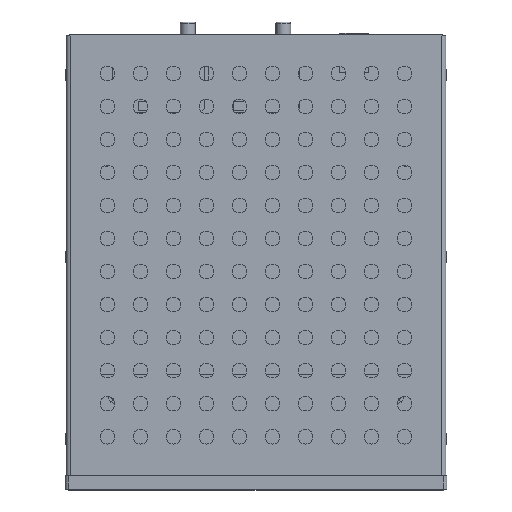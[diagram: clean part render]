
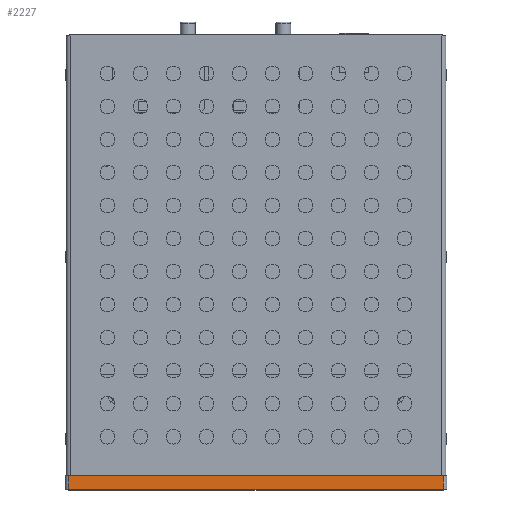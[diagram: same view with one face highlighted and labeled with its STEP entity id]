
A CAD part, top view. The second image highlights one B-rep face of the part: STEP entity #2227.
In plain terms, the highlighted face is planar.
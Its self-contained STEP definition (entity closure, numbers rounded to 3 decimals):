
#253 = PLANE('',#254);
#254 = AXIS2_PLACEMENT_3D('',#255,#256,#257);
#255 = CARTESIAN_POINT('',(102.,-21.65,0.1));
#256 = DIRECTION('',(0.,-0.707,-0.707));
#257 = DIRECTION('',(1.,0.,-0.));
#838 = VERTEX_POINT('',#839);
#839 = CARTESIAN_POINT('',(-102.,-21.75,0.2));
#877 = CYLINDRICAL_SURFACE('',#878,2.);
#878 = AXIS2_PLACEMENT_3D('',#879,#880,#881);
#879 = CARTESIAN_POINT('',(-102.,-19.75,0.));
#880 = DIRECTION('',(-0.,-0.,-1.));
#881 = DIRECTION('',(1.,0.,0.));
#948 = VERTEX_POINT('',#949);
#949 = CARTESIAN_POINT('',(102.,-21.75,0.2));
#972 = EDGE_CURVE('',#948,#838,#973,.T.);
#973 = SURFACE_CURVE('',#974,(#978,#985),.PCURVE_S1.);
#974 = LINE('',#975,#976);
#975 = CARTESIAN_POINT('',(102.,-21.75,0.2));
#976 = VECTOR('',#977,1.);
#977 = DIRECTION('',(-1.,0.,0.));
#978 = PCURVE('',#253,#979);
#979 = DEFINITIONAL_REPRESENTATION('',(#980),#984);
#980 = LINE('',#981,#982);
#981 = CARTESIAN_POINT('',(-0.,0.141));
#982 = VECTOR('',#983,1.);
#983 = DIRECTION('',(-1.,0.));
#984 = ( GEOMETRIC_REPRESENTATION_CONTEXT(2) 
PARAMETRIC_REPRESENTATION_CONTEXT() REPRESENTATION_CONTEXT('2D SPACE',''
  ) );
#985 = PCURVE('',#986,#991);
#986 = PLANE('',#987);
#987 = AXIS2_PLACEMENT_3D('',#988,#989,#990);
#988 = CARTESIAN_POINT('',(102.,-21.75,0.));
#989 = DIRECTION('',(0.,-1.,0.));
#990 = DIRECTION('',(-1.,0.,0.));
#991 = DEFINITIONAL_REPRESENTATION('',(#992),#996);
#992 = LINE('',#993,#994);
#993 = CARTESIAN_POINT('',(0.,-0.2));
#994 = VECTOR('',#995,1.);
#995 = DIRECTION('',(1.,0.));
#996 = ( GEOMETRIC_REPRESENTATION_CONTEXT(2) 
PARAMETRIC_REPRESENTATION_CONTEXT() REPRESENTATION_CONTEXT('2D SPACE',''
  ) );
#1095 = CYLINDRICAL_SURFACE('',#1096,2.);
#1096 = AXIS2_PLACEMENT_3D('',#1097,#1098,#1099);
#1097 = CARTESIAN_POINT('',(102.,-19.75,0.));
#1098 = DIRECTION('',(-0.,-0.,-1.));
#1099 = DIRECTION('',(1.,0.,0.));
#2123 = VERTEX_POINT('',#2124);
#2124 = CARTESIAN_POINT('',(-102.,-21.75,7.8));
#2151 = EDGE_CURVE('',#838,#2123,#2152,.T.);
#2152 = SURFACE_CURVE('',#2153,(#2157,#2164),.PCURVE_S1.);
#2153 = LINE('',#2154,#2155);
#2154 = CARTESIAN_POINT('',(-102.,-21.75,0.));
#2155 = VECTOR('',#2156,1.);
#2156 = DIRECTION('',(0.,0.,1.));
#2157 = PCURVE('',#877,#2158);
#2158 = DEFINITIONAL_REPRESENTATION('',(#2159),#2163);
#2159 = LINE('',#2160,#2161);
#2160 = CARTESIAN_POINT('',(-4.712,0.));
#2161 = VECTOR('',#2162,1.);
#2162 = DIRECTION('',(-0.,-1.));
#2163 = ( GEOMETRIC_REPRESENTATION_CONTEXT(2) 
PARAMETRIC_REPRESENTATION_CONTEXT() REPRESENTATION_CONTEXT('2D SPACE',''
  ) );
#2164 = PCURVE('',#986,#2165);
#2165 = DEFINITIONAL_REPRESENTATION('',(#2166),#2170);
#2166 = LINE('',#2167,#2168);
#2167 = CARTESIAN_POINT('',(204.,0.));
#2168 = VECTOR('',#2169,1.);
#2169 = DIRECTION('',(0.,-1.));
#2170 = ( GEOMETRIC_REPRESENTATION_CONTEXT(2) 
PARAMETRIC_REPRESENTATION_CONTEXT() REPRESENTATION_CONTEXT('2D SPACE',''
  ) );
#2227 = ADVANCED_FACE('',(#2228),#986,.T.);
#2228 = FACE_BOUND('',#2229,.T.);
#2229 = EDGE_LOOP('',(#2230,#2253,#2279,#2280));
#2230 = ORIENTED_EDGE('',*,*,#2231,.T.);
#2231 = EDGE_CURVE('',#948,#2232,#2234,.T.);
#2232 = VERTEX_POINT('',#2233);
#2233 = CARTESIAN_POINT('',(102.,-21.75,7.8));
#2234 = SURFACE_CURVE('',#2235,(#2239,#2246),.PCURVE_S1.);
#2235 = LINE('',#2236,#2237);
#2236 = CARTESIAN_POINT('',(102.,-21.75,0.));
#2237 = VECTOR('',#2238,1.);
#2238 = DIRECTION('',(0.,0.,1.));
#2239 = PCURVE('',#986,#2240);
#2240 = DEFINITIONAL_REPRESENTATION('',(#2241),#2245);
#2241 = LINE('',#2242,#2243);
#2242 = CARTESIAN_POINT('',(0.,-0.));
#2243 = VECTOR('',#2244,1.);
#2244 = DIRECTION('',(0.,-1.));
#2245 = ( GEOMETRIC_REPRESENTATION_CONTEXT(2) 
PARAMETRIC_REPRESENTATION_CONTEXT() REPRESENTATION_CONTEXT('2D SPACE',''
  ) );
#2246 = PCURVE('',#1095,#2247);
#2247 = DEFINITIONAL_REPRESENTATION('',(#2248),#2252);
#2248 = LINE('',#2249,#2250);
#2249 = CARTESIAN_POINT('',(-4.712,0.));
#2250 = VECTOR('',#2251,1.);
#2251 = DIRECTION('',(-0.,-1.));
#2252 = ( GEOMETRIC_REPRESENTATION_CONTEXT(2) 
PARAMETRIC_REPRESENTATION_CONTEXT() REPRESENTATION_CONTEXT('2D SPACE',''
  ) );
#2253 = ORIENTED_EDGE('',*,*,#2254,.T.);
#2254 = EDGE_CURVE('',#2232,#2123,#2255,.T.);
#2255 = SURFACE_CURVE('',#2256,(#2260,#2267),.PCURVE_S1.);
#2256 = LINE('',#2257,#2258);
#2257 = CARTESIAN_POINT('',(102.,-21.75,7.8));
#2258 = VECTOR('',#2259,1.);
#2259 = DIRECTION('',(-1.,0.,0.));
#2260 = PCURVE('',#986,#2261);
#2261 = DEFINITIONAL_REPRESENTATION('',(#2262),#2266);
#2262 = LINE('',#2263,#2264);
#2263 = CARTESIAN_POINT('',(0.,-7.8));
#2264 = VECTOR('',#2265,1.);
#2265 = DIRECTION('',(1.,0.));
#2266 = ( GEOMETRIC_REPRESENTATION_CONTEXT(2) 
PARAMETRIC_REPRESENTATION_CONTEXT() REPRESENTATION_CONTEXT('2D SPACE',''
  ) );
#2267 = PCURVE('',#2268,#2273);
#2268 = PLANE('',#2269);
#2269 = AXIS2_PLACEMENT_3D('',#2270,#2271,#2272);
#2270 = CARTESIAN_POINT('',(102.,-21.65,7.9));
#2271 = DIRECTION('',(0.,0.707,-0.707));
#2272 = DIRECTION('',(-1.,0.,0.));
#2273 = DEFINITIONAL_REPRESENTATION('',(#2274),#2278);
#2274 = LINE('',#2275,#2276);
#2275 = CARTESIAN_POINT('',(-0.,-0.141));
#2276 = VECTOR('',#2277,1.);
#2277 = DIRECTION('',(1.,0.));
#2278 = ( GEOMETRIC_REPRESENTATION_CONTEXT(2) 
PARAMETRIC_REPRESENTATION_CONTEXT() REPRESENTATION_CONTEXT('2D SPACE',''
  ) );
#2279 = ORIENTED_EDGE('',*,*,#2151,.F.);
#2280 = ORIENTED_EDGE('',*,*,#972,.F.);
